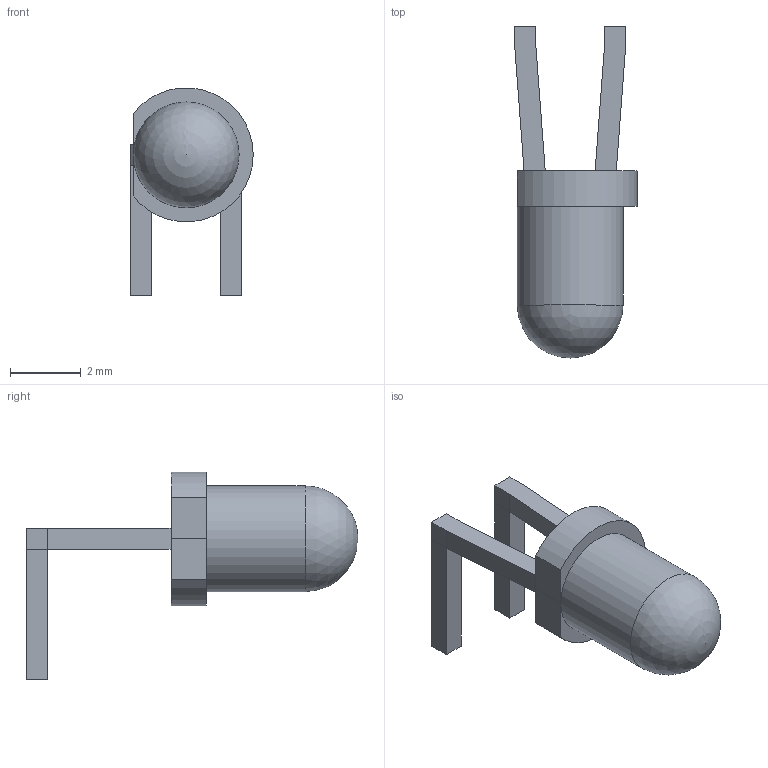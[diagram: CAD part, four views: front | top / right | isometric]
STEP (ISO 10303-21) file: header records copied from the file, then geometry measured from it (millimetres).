
FILE_DESCRIPTION(('FreeCAD Model'),'2;1');
FILE_NAME('LED_D3.0mm_Horizontal_O3.81mm_Z2.0mm.step','2017-11-25T21:40:47',( 'kicad StepUp'),('ksu MCAD'),'Open CASCADE STEP processor 6.8', 'FreeCAD','Unknown');
FILE_SCHEMA(('AUTOMOTIVE_DESIGN_CC2 { 1 2 10303 214 -1 1 5 4 }'));
Length unit declared in the file: millimetre
Products named in the file (1): LED_D3.0mm_Horizontal_O3.81mm_Z2.0mm
Bounding box: 3.47 x 9.41 x 5.89 mm (x, y, z)
Volume: 43.2 mm3; surface area: 104.1 mm2
Topology: 1 solids, 1 shells, 33 faces, 78 edges, 46 vertices
Faces by surface type: plane 29, cylinder 3, sphere 1
Full cylindrical faces by diameter (mm): 3 x1
Entity records: 655 total; most frequent: ORIENTED_EDGE 125, EDGE_CURVE 75, CARTESIAN_POINT 61, LINE 61, VERTEX_POINT 46, FACE_BOUND 37, EDGE_LOOP 37, AXIS2_PLACEMENT_3D 36
